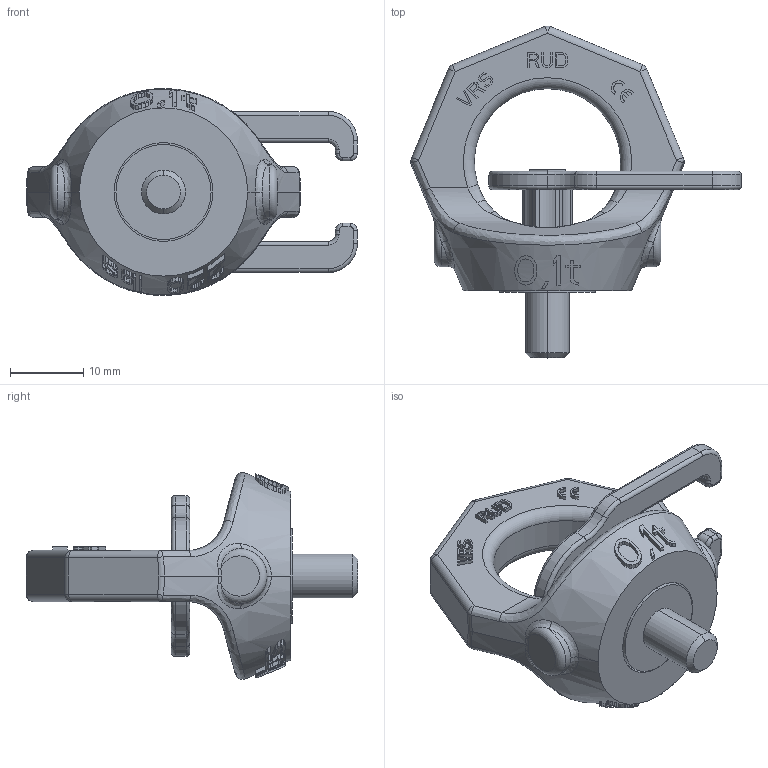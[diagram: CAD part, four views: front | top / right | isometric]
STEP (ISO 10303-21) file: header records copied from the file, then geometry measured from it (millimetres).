
FILE_DESCRIPTION((''),'2;1');
FILE_NAME('001-M35303-P-2_ASM','2018-08-21T',('Andreas.Wendler'),(''),'PRO/ENGINEER BY PARAMETRIC TECHNOLOGY CORPORATION, 2011490','PRO/ENGINEER BY PARAMETRIC TECHNOLOGY CORPORATION, 2011490','');
FILE_SCHEMA(('CONFIG_CONTROL_DESIGN'));
Length unit declared in the file: millimetre
Products named in the file (4): 001-M35303-P-1; 001-M32577-P-2; 001-M31135-P-3; 001-M35303-P-2_ASM
Assembly tree (3 placements, depth 2):
  001-M35303-P-2_ASM
    001-M35303-P-1
    001-M32577-P-2
    001-M31135-P-3
Bounding box: 45.21 x 45.36 x 28.28 mm (x, y, z)
Volume: 9557 mm3; surface area: 6054.4 mm2
Topology: 3 solids, 3 shells, 830 faces, 2253 edges, 1462 vertices
Faces by surface type: plane 647, cylinder 80, bspline 44, torus 32, cone 17, sphere 10
Entity records: 28061 total; most frequent: CARTESIAN_POINT 8060, ORIENTED_EDGE 4506, DIRECTION 3588, EDGE_CURVE 2253, VERTEX_POINT 1462, VECTOR 1398, LINE 1398, AXIS2_PLACEMENT_3D 1095
